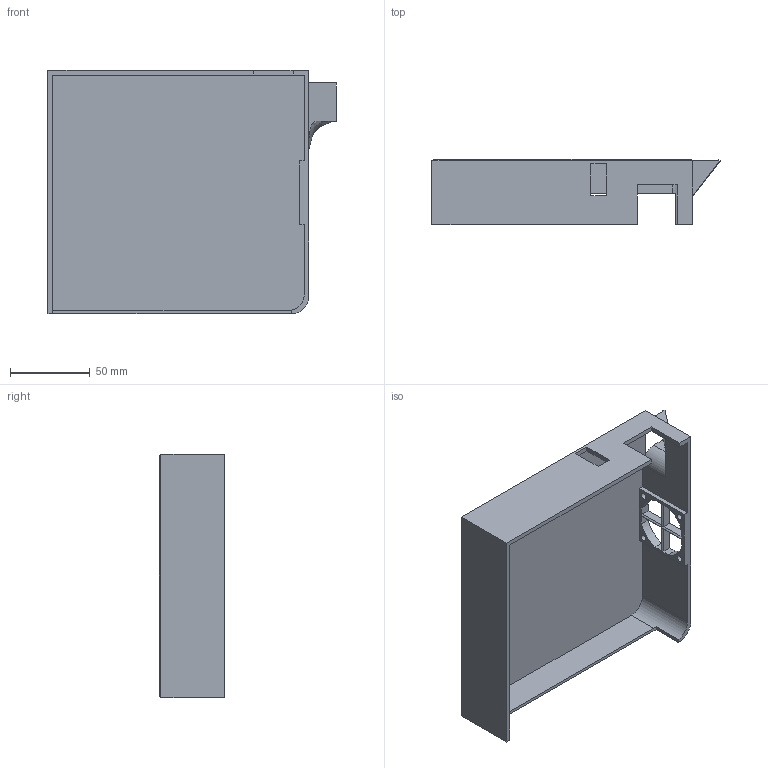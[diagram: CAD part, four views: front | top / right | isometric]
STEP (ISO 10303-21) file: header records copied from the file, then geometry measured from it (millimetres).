
FILE_DESCRIPTION(/* description */ (''),/* implementation_level */ '2;1');
FILE_NAME(/* name */ 'Perseus-electrionics-cover.step',/* time_stamp */ '2022-01-04T22:14:09+08:00',/* author */ (''),/* organization */ (''),/* preprocessor_version */ 'ST-DEVELOPER v18.1',/* originating_system */ 'Autodesk Translation Framework v10.10.0.1391',/* authorisation */ '');
FILE_SCHEMA (('AUTOMOTIVE_DESIGN { 1 0 10303 214 3 1 1 }'));
Length unit declared in the file: millimetre
Products named in the file (1): Electrionics Cover
Bounding box: 181 x 41.2 x 153 mm (x, y, z)
Volume: 88757.9 mm3; surface area: 93885.5 mm2
Topology: 1 solids, 1 shells, 77 faces, 215 edges, 139 vertices
Faces by surface type: plane 62, cylinder 13, cone 1, bspline 1
Full cylindrical faces by diameter (mm): 4 x4
Entity records: 2627 total; most frequent: CARTESIAN_POINT 565, ORIENTED_EDGE 430, DIRECTION 393, EDGE_CURVE 215, LINE 181, VECTOR 181, VERTEX_POINT 139, AXIS2_PLACEMENT_3D 106
